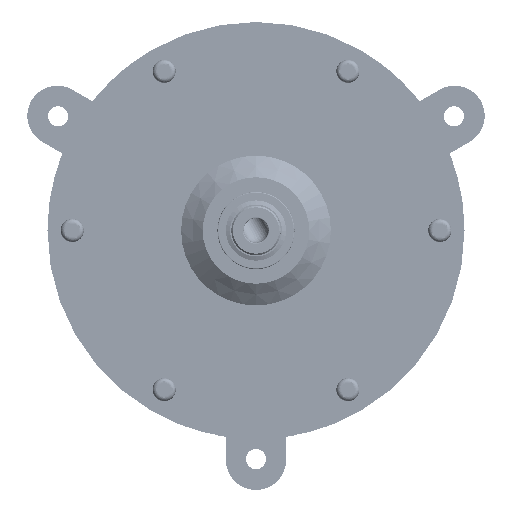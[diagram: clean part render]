
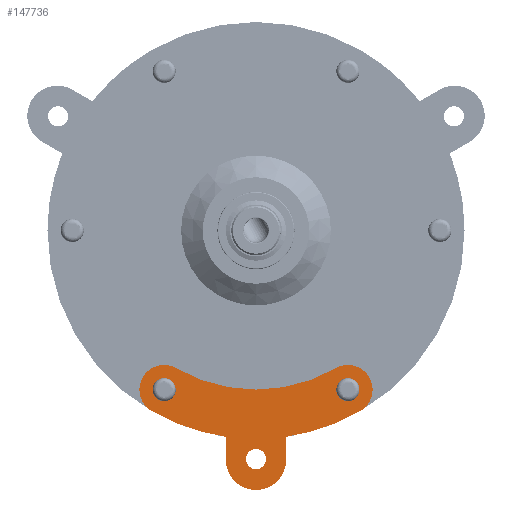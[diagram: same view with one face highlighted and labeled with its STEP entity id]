
A CAD part, left-side view. The second image highlights one B-rep face of the part: STEP entity #147736.
In plain terms, the highlighted face is planar.
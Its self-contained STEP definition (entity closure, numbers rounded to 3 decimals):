
#647 = EDGE_CURVE ( 'NONE', #22445, #10318, #22814, .T. ) ;
#2488 = VECTOR ( 'NONE', #37932, 1000. ) ;
#2506 = DIRECTION ( 'NONE',  ( 0., 0., 1. ) ) ;
#3170 = AXIS2_PLACEMENT_3D ( 'NONE', #210079, #17009, #116735 ) ;
#7702 = DIRECTION ( 'NONE',  ( 1., 0., 0. ) ) ;
#7876 = EDGE_CURVE ( 'NONE', #202302, #61113, #202415, .T. ) ;
#8048 = CARTESIAN_POINT ( 'NONE',  ( -37.75, 51.529, 3. ) ) ;
#8744 = DIRECTION ( 'NONE',  ( 1., 0., 0. ) ) ;
#10318 = VERTEX_POINT ( 'NONE', #218857 ) ;
#11848 = EDGE_CURVE ( 'NONE', #93465, #232324, #188183, .T. ) ;
#13714 = DIRECTION ( 'NONE',  ( 1., 0., 0. ) ) ;
#17009 = DIRECTION ( 'NONE',  ( 0., 0., 1. ) ) ;
#19271 = FACE_OUTER_BOUND ( 'NONE', #87560, .T. ) ;
#20180 = ORIENTED_EDGE ( 'NONE', *, *, #152460, .T. ) ;
#20893 = EDGE_CURVE ( 'NONE', #10318, #22445, #182038, .T. ) ;
#22330 = DIRECTION ( 'NONE',  ( 1., 0., 0. ) ) ;
#22445 = VERTEX_POINT ( 'NONE', #78929 ) ;
#22814 = CIRCLE ( 'NONE', #93960, 2.1 ) ;
#23605 = DIRECTION ( 'NONE',  ( 1., 0., 0. ) ) ;
#23925 = DIRECTION ( 'NONE',  ( 0., 0., -1. ) ) ;
#24592 = CARTESIAN_POINT ( 'NONE',  ( 27.65, 51.529, 3. ) ) ;
#25288 = ORIENTED_EDGE ( 'NONE', *, *, #253015, .T. ) ;
#27154 = ORIENTED_EDGE ( 'NONE', *, *, #106275, .T. ) ;
#30474 = DIRECTION ( 'NONE',  ( 0., 0., 1. ) ) ;
#30576 = CARTESIAN_POINT ( 'NONE',  ( -9.75, 74.25, 3. ) ) ;
#35193 = EDGE_CURVE ( 'NONE', #152220, #157505, #243671, .T. ) ;
#37932 = DIRECTION ( 'NONE',  ( 0., 1., 0. ) ) ;
#40946 = CIRCLE ( 'NONE', #91149, 67.5 ) ;
#49910 = DIRECTION ( 'NONE',  ( 1., 0., 0. ) ) ;
#52464 = CARTESIAN_POINT ( 'NONE',  ( -29.75, 51.529, 3. ) ) ;
#54718 = EDGE_CURVE ( 'NONE', #136845, #202302, #120618, .T. ) ;
#55125 = CARTESIAN_POINT ( 'NONE',  ( 0., 74., 3. ) ) ;
#57614 = DIRECTION ( 'NONE',  ( 0., 0., -1. ) ) ;
#59645 = VECTOR ( 'NONE', #86576, 1000. ) ;
#61113 = VERTEX_POINT ( 'NONE', #162221 ) ;
#67172 = CIRCLE ( 'NONE', #180303, 67.5 ) ;
#67661 = DIRECTION ( 'NONE',  ( 1., 0., 0. ) ) ;
#69388 = ORIENTED_EDGE ( 'NONE', *, *, #647, .F. ) ;
#75497 = CIRCLE ( 'NONE', #79629, 3.25 ) ;
#78593 = LINE ( 'NONE', #221631, #2488 ) ;
#78929 = CARTESIAN_POINT ( 'NONE',  ( -27.65, 51.529, 3. ) ) ;
#79629 = AXIS2_PLACEMENT_3D ( 'NONE', #219090, #98321, #254590 ) ;
#80870 = DIRECTION ( 'NONE',  ( 1., 0., 0. ) ) ;
#82356 = EDGE_LOOP ( 'NONE', ( #205315, #97325 ) ) ;
#86576 = DIRECTION ( 'NONE',  ( 0., 1., 0. ) ) ;
#87560 = EDGE_LOOP ( 'NONE', ( #198099, #242397, #156776, #27154, #239109, #171245, #112084, #204296, #25288 ) ) ;
#89966 = CARTESIAN_POINT ( 'NONE',  ( 0., 0., 3. ) ) ;
#90114 = VERTEX_POINT ( 'NONE', #215339 ) ;
#91149 = AXIS2_PLACEMENT_3D ( 'NONE', #200338, #100542, #80870 ) ;
#93465 = VERTEX_POINT ( 'NONE', #233108 ) ;
#93960 = AXIS2_PLACEMENT_3D ( 'NONE', #52464, #128603, #49910 ) ;
#97325 = ORIENTED_EDGE ( 'NONE', *, *, #35193, .F. ) ;
#98055 = CARTESIAN_POINT ( 'NONE',  ( 25.75, 44.6, 3. ) ) ;
#98321 = DIRECTION ( 'NONE',  ( 0., 0., 1. ) ) ;
#99275 = FACE_BOUND ( 'NONE', #202854, .T. ) ;
#100542 = DIRECTION ( 'NONE',  ( 0., 0., 1. ) ) ;
#103941 = DIRECTION ( 'NONE',  ( 1., 0., 0. ) ) ;
#106275 = EDGE_CURVE ( 'NONE', #159375, #136845, #40946, .T. ) ;
#108341 = DIRECTION ( 'NONE',  ( 0., 0., 1. ) ) ;
#108497 = CARTESIAN_POINT ( 'NONE',  ( 29.75, 51.529, 3. ) ) ;
#109612 = PLANE ( 'NONE',  #116080 ) ;
#111039 = EDGE_CURVE ( 'NONE', #157505, #152220, #75497, .T. ) ;
#112084 = ORIENTED_EDGE ( 'NONE', *, *, #178869, .F. ) ;
#114743 = CARTESIAN_POINT ( 'NONE',  ( -29.75, 51.529, 3. ) ) ;
#116080 = AXIS2_PLACEMENT_3D ( 'NONE', #89966, #108341, #67661 ) ;
#116735 = DIRECTION ( 'NONE',  ( 1., 0., 0. ) ) ;
#120618 = CIRCLE ( 'NONE', #3170, 8. ) ;
#123600 = CARTESIAN_POINT ( 'NONE',  ( 29.75, 51.529, 3. ) ) ;
#124056 = CARTESIAN_POINT ( 'NONE',  ( -9.75, 66.792, 3. ) ) ;
#125969 = ORIENTED_EDGE ( 'NONE', *, *, #20893, .F. ) ;
#128603 = DIRECTION ( 'NONE',  ( 0., 0., 1. ) ) ;
#130050 = EDGE_LOOP ( 'NONE', ( #125969, #69388 ) ) ;
#130463 = AXIS2_PLACEMENT_3D ( 'NONE', #55125, #2506, #7702 ) ;
#136845 = VERTEX_POINT ( 'NONE', #199058 ) ;
#138413 = EDGE_CURVE ( 'NONE', #231762, #90114, #78593, .T. ) ;
#143158 = CIRCLE ( 'NONE', #180851, 2.1 ) ;
#145595 = CARTESIAN_POINT ( 'NONE',  ( -9.75, 0., 3. ) ) ;
#147256 = DIRECTION ( 'NONE',  ( 1., 0., 0. ) ) ;
#147662 = FACE_BOUND ( 'NONE', #82356, .T. ) ;
#147736 = ADVANCED_FACE ( 'NONE', ( #19271, #99275, #259432, #147662 ), #109612, .T. ) ;
#149674 = CARTESIAN_POINT ( 'NONE',  ( 9.75, 66.792, 3. ) ) ;
#152220 = VERTEX_POINT ( 'NONE', #155218 ) ;
#152460 = EDGE_CURVE ( 'NONE', #198464, #155635, #143158, .T. ) ;
#153188 = AXIS2_PLACEMENT_3D ( 'NONE', #226105, #30474, #147256 ) ;
#154351 = CARTESIAN_POINT ( 'NONE',  ( 0., 74.25, 3. ) ) ;
#155218 = CARTESIAN_POINT ( 'NONE',  ( 3.25, 74., 3. ) ) ;
#155635 = VERTEX_POINT ( 'NONE', #24592 ) ;
#156776 = ORIENTED_EDGE ( 'NONE', *, *, #254917, .F. ) ;
#157505 = VERTEX_POINT ( 'NONE', #215719 ) ;
#159375 = VERTEX_POINT ( 'NONE', #124056 ) ;
#160455 = VERTEX_POINT ( 'NONE', #30576 ) ;
#162221 = CARTESIAN_POINT ( 'NONE',  ( -25.75, 44.6, 3. ) ) ;
#164917 = EDGE_CURVE ( 'NONE', #155635, #198464, #214759, .T. ) ;
#171245 = ORIENTED_EDGE ( 'NONE', *, *, #7876, .T. ) ;
#173812 = DIRECTION ( 'NONE',  ( 0., 0., 1. ) ) ;
#175403 = CIRCLE ( 'NONE', #246629, 51.5 ) ;
#178869 = EDGE_CURVE ( 'NONE', #232324, #61113, #175403, .T. ) ;
#180303 = AXIS2_PLACEMENT_3D ( 'NONE', #196964, #219240, #22330 ) ;
#180851 = AXIS2_PLACEMENT_3D ( 'NONE', #123600, #23925, #103941 ) ;
#182038 = CIRCLE ( 'NONE', #153188, 2.1 ) ;
#183555 = CIRCLE ( 'NONE', #187690, 9.75 ) ;
#187690 = AXIS2_PLACEMENT_3D ( 'NONE', #154351, #214785, #192501 ) ;
#188183 = CIRCLE ( 'NONE', #221743, 8. ) ;
#188551 = DIRECTION ( 'NONE',  ( 0., 0., -1. ) ) ;
#189829 = AXIS2_PLACEMENT_3D ( 'NONE', #114743, #173812, #13714 ) ;
#192501 = DIRECTION ( 'NONE',  ( 1., 0., 0. ) ) ;
#196964 = CARTESIAN_POINT ( 'NONE',  ( 0., 0., 3. ) ) ;
#198099 = ORIENTED_EDGE ( 'NONE', *, *, #138413, .T. ) ;
#198464 = VERTEX_POINT ( 'NONE', #209897 ) ;
#199058 = CARTESIAN_POINT ( 'NONE',  ( -33.75, 58.457, 3. ) ) ;
#200338 = CARTESIAN_POINT ( 'NONE',  ( 0., 0., 3. ) ) ;
#202302 = VERTEX_POINT ( 'NONE', #8048 ) ;
#202415 = CIRCLE ( 'NONE', #189829, 8. ) ;
#202854 = EDGE_LOOP ( 'NONE', ( #255985, #20180 ) ) ;
#203412 = DIRECTION ( 'NONE',  ( 0., 0., 1. ) ) ;
#204296 = ORIENTED_EDGE ( 'NONE', *, *, #11848, .F. ) ;
#204749 = LINE ( 'NONE', #145595, #59645 ) ;
#205315 = ORIENTED_EDGE ( 'NONE', *, *, #111039, .F. ) ;
#209897 = CARTESIAN_POINT ( 'NONE',  ( 31.85, 51.529, 3. ) ) ;
#210079 = CARTESIAN_POINT ( 'NONE',  ( -29.75, 51.529, 3. ) ) ;
#214759 = CIRCLE ( 'NONE', #244147, 2.1 ) ;
#214785 = DIRECTION ( 'NONE',  ( 0., 0., 1. ) ) ;
#215339 = CARTESIAN_POINT ( 'NONE',  ( 9.75, 74.25, 3. ) ) ;
#215719 = CARTESIAN_POINT ( 'NONE',  ( -3.25, 74., 3. ) ) ;
#218857 = CARTESIAN_POINT ( 'NONE',  ( -31.85, 51.529, 3. ) ) ;
#219090 = CARTESIAN_POINT ( 'NONE',  ( 0., 74., 3. ) ) ;
#219240 = DIRECTION ( 'NONE',  ( 0., 0., 1. ) ) ;
#221631 = CARTESIAN_POINT ( 'NONE',  ( 9.75, 0., 3. ) ) ;
#221743 = AXIS2_PLACEMENT_3D ( 'NONE', #108497, #188551, #8744 ) ;
#226105 = CARTESIAN_POINT ( 'NONE',  ( -29.75, 51.529, 3. ) ) ;
#231762 = VERTEX_POINT ( 'NONE', #149674 ) ;
#232324 = VERTEX_POINT ( 'NONE', #98055 ) ;
#233108 = CARTESIAN_POINT ( 'NONE',  ( 33.75, 58.457, 3. ) ) ;
#237415 = CARTESIAN_POINT ( 'NONE',  ( 29.75, 51.529, 3. ) ) ;
#239109 = ORIENTED_EDGE ( 'NONE', *, *, #54718, .T. ) ;
#242260 = DIRECTION ( 'NONE',  ( 1., 0., 0. ) ) ;
#242397 = ORIENTED_EDGE ( 'NONE', *, *, #249065, .T. ) ;
#243671 = CIRCLE ( 'NONE', #130463, 3.25 ) ;
#244147 = AXIS2_PLACEMENT_3D ( 'NONE', #237415, #57614, #242260 ) ;
#246629 = AXIS2_PLACEMENT_3D ( 'NONE', #246660, #203412, #23605 ) ;
#246660 = CARTESIAN_POINT ( 'NONE',  ( 0., 0., 3. ) ) ;
#249065 = EDGE_CURVE ( 'NONE', #90114, #160455, #183555, .T. ) ;
#253015 = EDGE_CURVE ( 'NONE', #93465, #231762, #67172, .T. ) ;
#254590 = DIRECTION ( 'NONE',  ( 1., 0., 0. ) ) ;
#254917 = EDGE_CURVE ( 'NONE', #159375, #160455, #204749, .T. ) ;
#255985 = ORIENTED_EDGE ( 'NONE', *, *, #164917, .T. ) ;
#259432 = FACE_BOUND ( 'NONE', #130050, .T. ) ;
